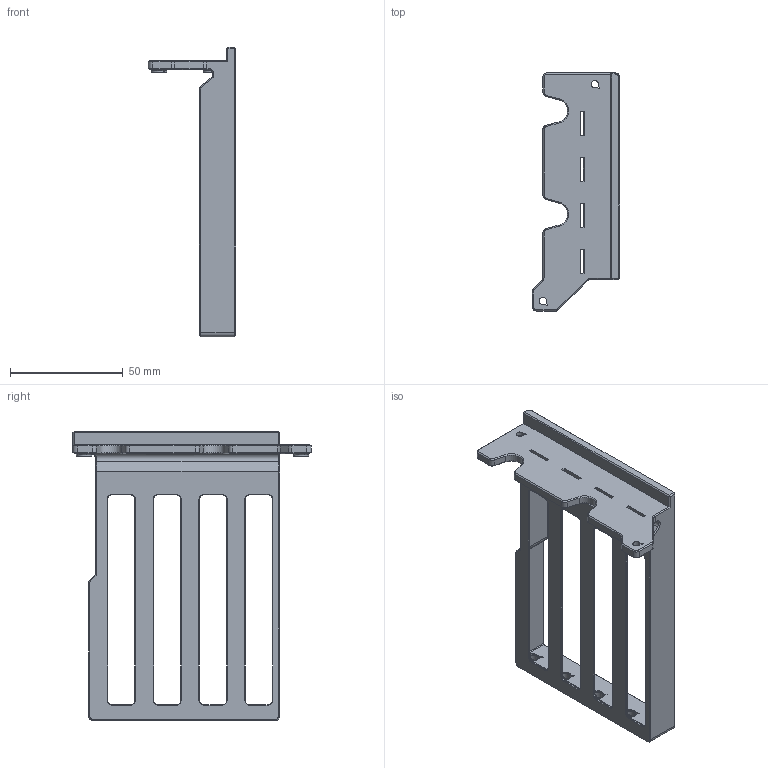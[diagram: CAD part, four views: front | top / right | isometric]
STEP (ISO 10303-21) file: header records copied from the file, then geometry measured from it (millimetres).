
FILE_DESCRIPTION(/* description */ (''),/* implementation_level */ '2;1');
FILE_NAME(/* name */ 'slot-cover v41.step',/* time_stamp */ '2020-07-09T23:11:23+09:00',/* author */ (''),/* organization */ (''),/* preprocessor_version */ 'ST-DEVELOPER v18.1',/* originating_system */ 'Autodesk Translation Framework v9.3.0.1241',/* authorisation */ '');
FILE_SCHEMA (('AUTOMOTIVE_DESIGN { 1 0 10303 214 3 1 1 }'));
Length unit declared in the file: millimetre
Products named in the file (1): slot-cover
Bounding box: 38.68 x 105.5 x 128.26 mm (x, y, z)
Volume: 40074.7 mm3; surface area: 30127 mm2
Topology: 1 solids, 1 shells, 498 faces, 1225 edges, 730 vertices
Faces by surface type: plane 256, cone 102, cylinder 95, bspline 29, torus 16
Entity records: 15187 total; most frequent: CARTESIAN_POINT 3532, ORIENTED_EDGE 2446, DIRECTION 2378, EDGE_CURVE 1223, LINE 798, VECTOR 798, AXIS2_PLACEMENT_3D 790, VERTEX_POINT 730
